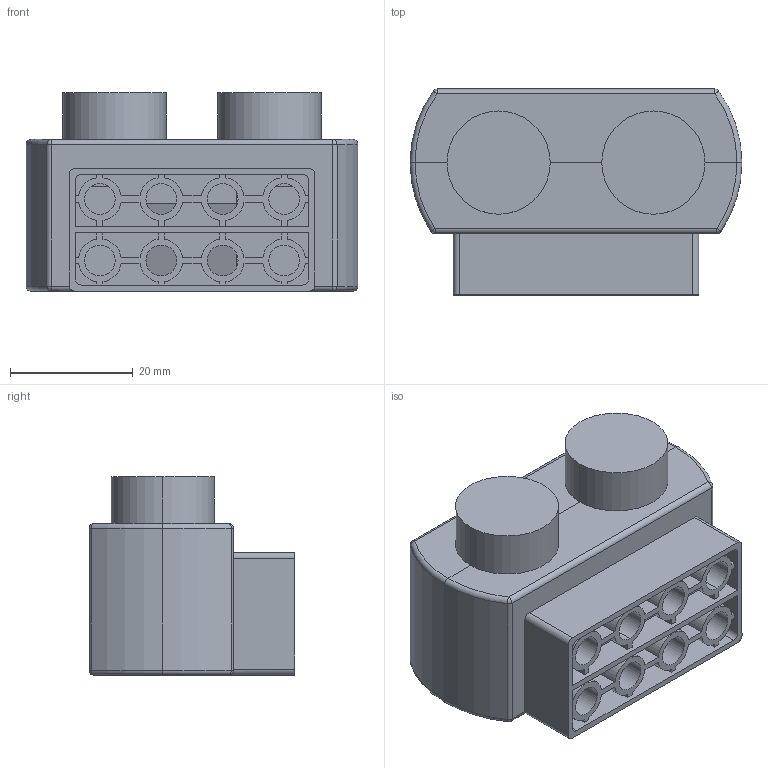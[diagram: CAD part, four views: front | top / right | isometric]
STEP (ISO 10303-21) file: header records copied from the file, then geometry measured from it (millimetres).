
FILE_DESCRIPTION (( 'STEP AP203' ), '1' );
FILE_NAME ('UltrasonicSensor2.STEP', '2019-02-14T13:33:08', ( '' ), ( '' ), 'SwSTEP 2.0', 'SolidWorks 2018', '' );
FILE_SCHEMA (( 'CONFIG_CONTROL_DESIGN' ));
Length unit declared in the file: millimetre
Products named in the file (3): UScA; UltrasonicSensor2; HC-SR04
Assembly tree (2 placements, depth 2):
  UltrasonicSensor2
    UScA
    HC-SR04
Bounding box: 54 x 33.5 x 32.3 mm (x, y, z)
Volume: 23652 mm3; surface area: 19228.2 mm2
Topology: 3 solids, 3 shells, 274 faces, 749 edges, 480 vertices
Faces by surface type: plane 162, cylinder 96, torus 8, sphere 8
Entity records: 8942 total; most frequent: DIRECTION 1519, CARTESIAN_POINT 1516, ORIENTED_EDGE 1482, EDGE_CURVE 741, VECTOR 517, LINE 517, AXIS2_PLACEMENT_3D 501, VERTEX_POINT 480
